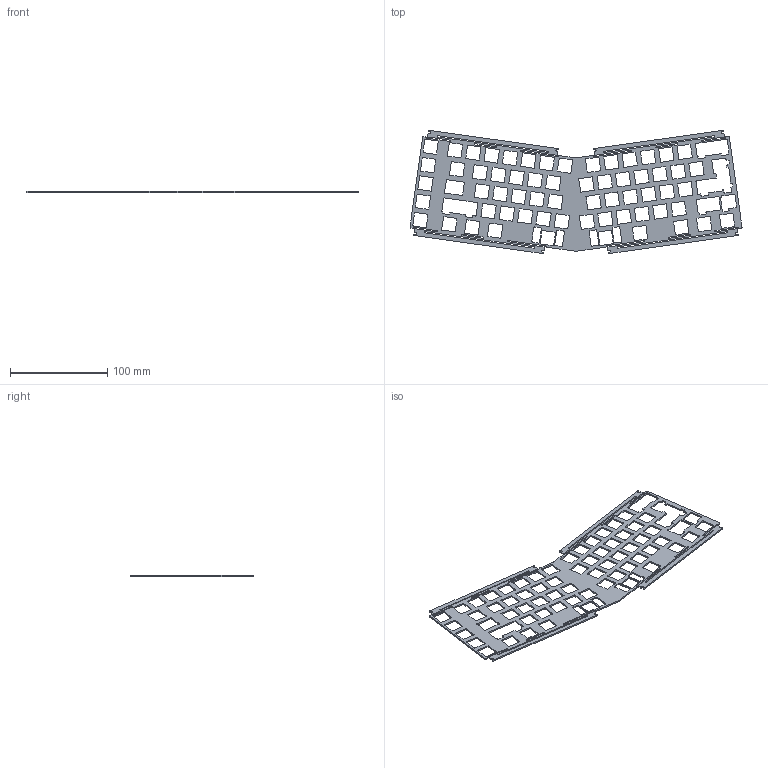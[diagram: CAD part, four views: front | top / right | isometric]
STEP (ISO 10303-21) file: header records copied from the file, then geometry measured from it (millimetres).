
FILE_DESCRIPTION(/* description */ (''),/* implementation_level */ '2;1');
FILE_NAME(/* name */ '',/* time_stamp */ '2024-06-13T15:13:29+08:00',/* author */ (''),/* organization */ (''),/* preprocessor_version */ 'ST-DEVELOPER v20',/* originating_system */ 'Autodesk Translation Framework v13.14.0.145',/* authorisation */ '');
FILE_SCHEMA (('AUTOMOTIVE_DESIGN { 1 0 10303 214 3 1 1 }'));
Length unit declared in the file: millimetre
Products named in the file (1): Fusion 零部件
Bounding box: 341.62 x 126.81 x 1.5 mm (x, y, z)
Volume: 28521.4 mm3; surface area: 48117 mm2
Topology: 1 solids, 1 shells, 823 faces, 2463 edges, 1642 vertices
Faces by surface type: plane 423, cylinder 400
Entity records: 28281 total; most frequent: CARTESIAN_POINT 4929, ORIENTED_EDGE 4926, DIRECTION 4915, EDGE_CURVE 2463, LINE 1659, VECTOR 1659, VERTEX_POINT 1642, AXIS2_PLACEMENT_3D 1628
